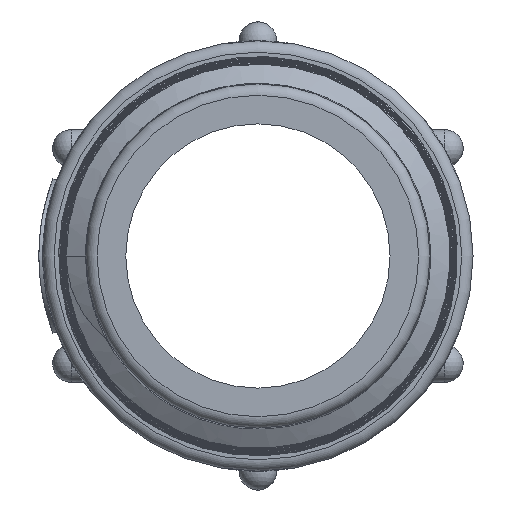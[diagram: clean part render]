
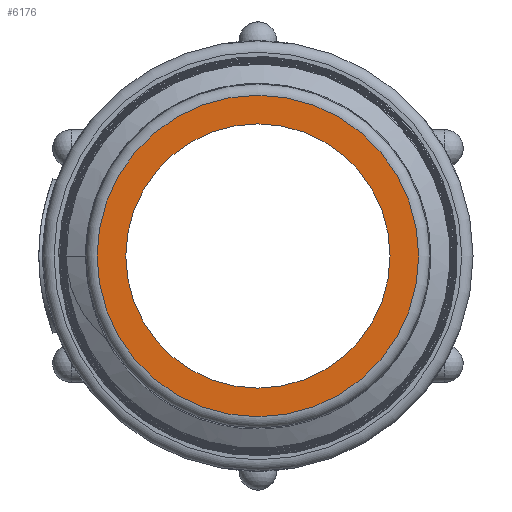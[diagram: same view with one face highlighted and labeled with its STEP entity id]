
A CAD part, left-side view. The second image highlights one B-rep face of the part: STEP entity #6176.
In plain terms, the highlighted planar face has unit normal (-1, 0, 0).
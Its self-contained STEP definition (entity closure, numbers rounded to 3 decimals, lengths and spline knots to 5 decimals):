
#71=CIRCLE($,#6333,0.42592);
#73=CIRCLE($,#6337,0.35);
#111=PLANE($,#6336);
#183=FACE_BOUND($,#1011,.T.);
#184=FACE_BOUND($,#1012,.T.);
#1011=EDGE_LOOP($,(#5532));
#1012=EDGE_LOOP($,(#5533));
#2818=VERTEX_POINT($,#57625);
#2824=VERTEX_POINT($,#58175);
#3724=EDGE_CURVE($,#2818,#2818,#71,.T.);
#3731=EDGE_CURVE($,#2824,#2824,#73,.T.);
#5532=ORIENTED_EDGE($,*,*,#3731,.T.);
#5533=ORIENTED_EDGE($,*,*,#3724,.F.);
#6176=ADVANCED_FACE($,(#183,#184),#111,.T.);
#6333=AXIS2_PLACEMENT_3D($,#57626,#6942,#6943);
#6336=AXIS2_PLACEMENT_3D($,#58174,#6948,#6949);
#6337=AXIS2_PLACEMENT_3D($,#58176,#6950,#6951);
#6942=DIRECTION('center_axis',(1.,0.,0.));
#6943=DIRECTION('ref_axis',(0.,-1.,0.));
#6948=DIRECTION('center_axis',(-1.,0.,0.));
#6949=DIRECTION('ref_axis',(0.,0.,1.));
#6950=DIRECTION('center_axis',(1.,0.,0.));
#6951=DIRECTION('ref_axis',(0.,1.,0.));
#57625=CARTESIAN_POINT('',(-3.,0.42592,0.));
#57626=CARTESIAN_POINT('Origin',(-3.,0.,0.));
#58174=CARTESIAN_POINT('Origin',(-3.,0.4025,0.));
#58175=CARTESIAN_POINT('',(-3.,0.35,0.));
#58176=CARTESIAN_POINT('Origin',(-3.,0.,0.));
